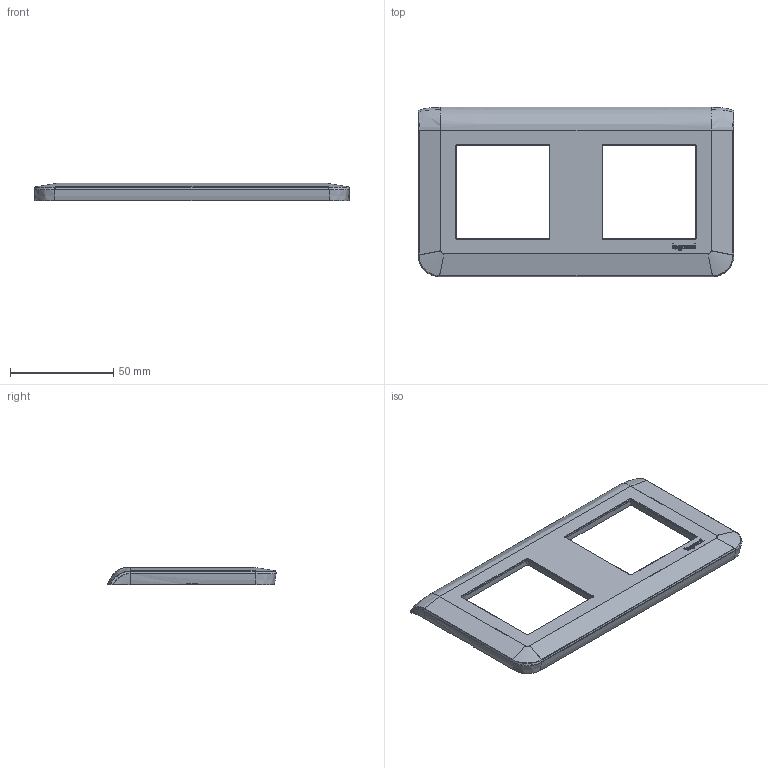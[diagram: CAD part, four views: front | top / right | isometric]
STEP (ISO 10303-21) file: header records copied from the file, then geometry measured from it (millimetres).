
FILE_DESCRIPTION(('CATIA V5 STEP Exchange','CAx-IF Rec.Pracs.--- Model Styling and Organization---1.5--- 2016-08-15','CAx-IF Rec.Pracs.---Supplemental Geometry---1.0---2011-11-01','CAx-IF Rec.Pracs.--- Composite Materials ---1.1---2010-07-15'),'2;1');
FILE_NAME('ED07512_A-MOD-10.stp','2021-11-16T14:04:36+00:00',('none'),('none'),'CATIA Version 5-6 Release 2020 SP3','CATIA V5 STEP AP214 v2','none');
FILE_SCHEMA(('AUTOMOTIVE_DESIGN { 1 0 10303 214 1 1 1 1 }'));
Products named in the file (1): ED07512_A
Bounding box: 153 x 82 x 8.6 mm (x, y, z)
Volume: 19291.1 mm3; surface area: 26901.8 mm2
Topology: 2 solids, 2 shells, 9591 faces, 28115 edges, 18634 vertices
Faces by surface type: plane 8963, cylinder 303, bspline 265, sphere 44, extrusion 9, cone 7
Entity records: 319675 total; most frequent: CARTESIAN_POINT 86617, ORIENTED_EDGE 56154, DIRECTION 36240, EDGE_CURVE 28077, VERTEX_POINT 18634, VECTOR 18567, LINE 18558, EDGE_LOOP 9739
